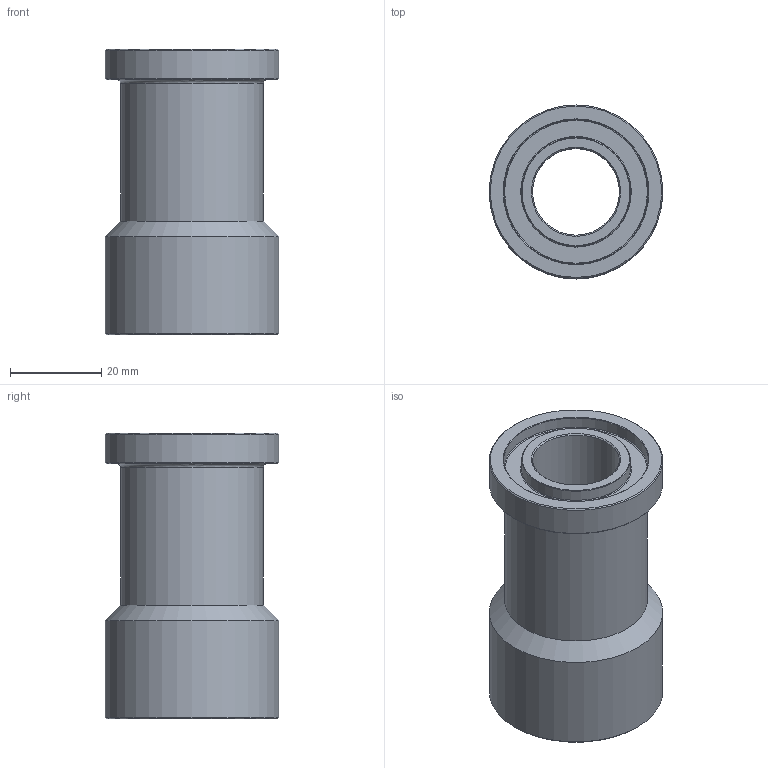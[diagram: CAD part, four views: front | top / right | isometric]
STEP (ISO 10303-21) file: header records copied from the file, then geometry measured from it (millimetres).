
FILE_DESCRIPTION((''),'2;1');
FILE_NAME('12F-12FO_Rev6.stp','2009-09-25T14:32:08',('tjones'),(''),'Autodesk Inventor 2009','Autodesk Inventor 2009','');
FILE_SCHEMA(('AUTOMOTIVE_DESIGN { 1 0 10303 214 1 1 1 1 }'));
Length unit declared in the file: inch
Products named in the file (1): F-FO
Bounding box: 38.1 x 38.1 x 62.74 mm (x, y, z)
Volume: 37587.7 mm3; surface area: 13294.2 mm2
Topology: 1 solids, 1 shells, 26 faces, 46 edges, 26 vertices
Faces by surface type: cone 10, plane 6, cylinder 6, bspline 4
Full cylindrical faces by diameter (mm): 19.05 x1, 23.876 x1, 31.344 x1, 31.75 x1, 38.1 x2
Entity records: 716 total; most frequent: CARTESIAN_POINT 255, DIRECTION 98, ORIENTED_EDGE 52, EDGE_LOOP 52, AXIS2_PLACEMENT_3D 49, VERTEX_POINT 26, CIRCLE 26, EDGE_CURVE 26
